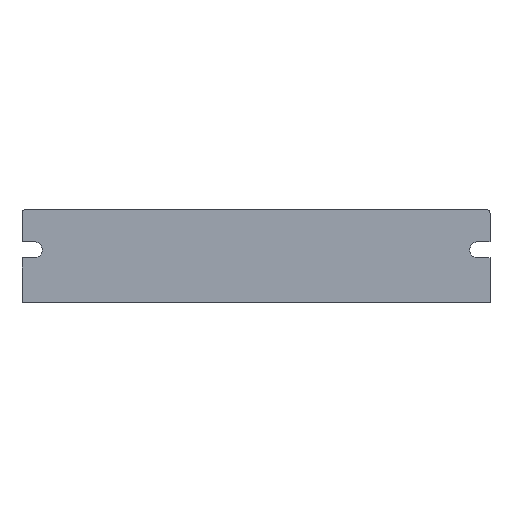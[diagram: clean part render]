
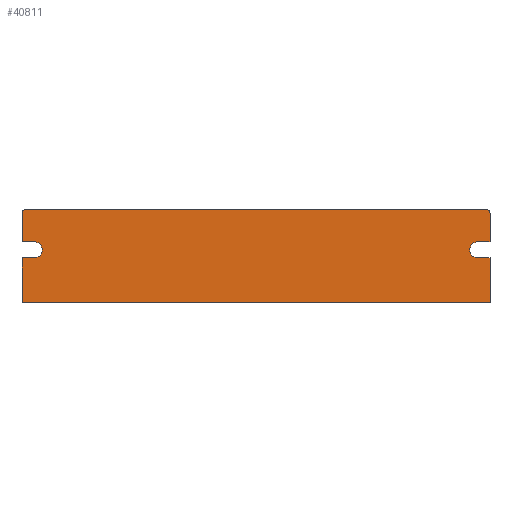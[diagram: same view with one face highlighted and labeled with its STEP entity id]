
A CAD part, front view. The second image highlights one B-rep face of the part: STEP entity #40811.
In plain terms, the highlighted planar face has unit normal (0, -1, 0).
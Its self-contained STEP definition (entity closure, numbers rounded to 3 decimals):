
#538 = EDGE_CURVE ( 'NONE', #54734, #8062, #2323, .T. ) ;
#846 = LINE ( 'NONE', #2134, #40714 ) ;
#1017 = ORIENTED_EDGE ( 'NONE', *, *, #25772, .T. ) ;
#1188 = CARTESIAN_POINT ( 'NONE',  ( 0., 0., 12.7 ) ) ;
#1480 = CARTESIAN_POINT ( 'NONE',  ( 134., 0., 12.7 ) ) ;
#1861 = CIRCLE ( 'NONE', #44423, 2.3 ) ;
#2134 = CARTESIAN_POINT ( 'NONE',  ( 0., 0., 17.3 ) ) ;
#2323 = LINE ( 'NONE', #48565, #16748 ) ;
#3161 = DIRECTION ( 'NONE',  ( 0., 0., -1. ) ) ;
#3542 = CARTESIAN_POINT ( 'NONE',  ( 0., 0., 17.3 ) ) ;
#3554 = EDGE_CURVE ( 'NONE', #38127, #55347, #19359, .T. ) ;
#4006 = DIRECTION ( 'NONE',  ( 0., 0., 1. ) ) ;
#4835 = VERTEX_POINT ( 'NONE', #58001 ) ;
#5047 = DIRECTION ( 'NONE',  ( 1., 0., 0. ) ) ;
#5857 = VERTEX_POINT ( 'NONE', #53434 ) ;
#6627 = VECTOR ( 'NONE', #30904, 1000. ) ;
#7075 = CARTESIAN_POINT ( 'NONE',  ( 0., 0., 0. ) ) ;
#7556 = CARTESIAN_POINT ( 'NONE',  ( 0., 0., 25.5 ) ) ;
#8062 = VERTEX_POINT ( 'NONE', #1188 ) ;
#8745 = FACE_OUTER_BOUND ( 'NONE', #39858, .T. ) ;
#8870 = ORIENTED_EDGE ( 'NONE', *, *, #14042, .T. ) ;
#10089 = LINE ( 'NONE', #36420, #37249 ) ;
#10122 = CARTESIAN_POINT ( 'NONE',  ( 1., 0., 26.5 ) ) ;
#11006 = CIRCLE ( 'NONE', #26454, 1. ) ;
#11124 = EDGE_CURVE ( 'NONE', #5857, #55347, #11006, .T. ) ;
#11415 = ORIENTED_EDGE ( 'NONE', *, *, #34717, .T. ) ;
#11512 = ORIENTED_EDGE ( 'NONE', *, *, #54180, .T. ) ;
#12060 = AXIS2_PLACEMENT_3D ( 'NONE', #31077, #36494, #4006 ) ;
#13335 = CARTESIAN_POINT ( 'NONE',  ( 0., 0., 26.5 ) ) ;
#13776 = VERTEX_POINT ( 'NONE', #31580 ) ;
#14042 = EDGE_CURVE ( 'NONE', #37813, #25835, #17354, .T. ) ;
#14437 = ORIENTED_EDGE ( 'NONE', *, *, #48439, .T. ) ;
#14809 = EDGE_CURVE ( 'NONE', #13776, #40283, #41866, .T. ) ;
#16097 = DIRECTION ( 'NONE',  ( -1., 0., 0. ) ) ;
#16748 = VECTOR ( 'NONE', #16097, 1000. ) ;
#17036 = ORIENTED_EDGE ( 'NONE', *, *, #11124, .T. ) ;
#17293 = VERTEX_POINT ( 'NONE', #43333 ) ;
#17354 = LINE ( 'NONE', #40698, #30104 ) ;
#17766 = ORIENTED_EDGE ( 'NONE', *, *, #3554, .F. ) ;
#19181 = CARTESIAN_POINT ( 'NONE',  ( 3.5, 0., 12.7 ) ) ;
#19230 = CARTESIAN_POINT ( 'NONE',  ( 1., 0., 25.5 ) ) ;
#19277 = CARTESIAN_POINT ( 'NONE',  ( 134., 0., 26.5 ) ) ;
#19359 = LINE ( 'NONE', #68862, #6627 ) ;
#24715 = DIRECTION ( 'NONE',  ( 0., 0., 1. ) ) ;
#24887 = CARTESIAN_POINT ( 'NONE',  ( 134., 0., 26.5 ) ) ;
#25649 = DIRECTION ( 'NONE',  ( 0., 1., 0. ) ) ;
#25737 = LINE ( 'NONE', #19277, #67296 ) ;
#25772 = EDGE_CURVE ( 'NONE', #34758, #54734, #1861, .T. ) ;
#25835 = VERTEX_POINT ( 'NONE', #3542 ) ;
#26315 = CIRCLE ( 'NONE', #31771, 2.3 ) ;
#26454 = AXIS2_PLACEMENT_3D ( 'NONE', #28916, #66832, #34351 ) ;
#26828 = EDGE_CURVE ( 'NONE', #65600, #13776, #26315, .T. ) ;
#28778 = DIRECTION ( 'NONE',  ( 0., 1., 0. ) ) ;
#28916 = CARTESIAN_POINT ( 'NONE',  ( 133., 0., 25.5 ) ) ;
#29429 = AXIS2_PLACEMENT_3D ( 'NONE', #19230, #57151, #24715 ) ;
#29536 = ORIENTED_EDGE ( 'NONE', *, *, #52402, .T. ) ;
#29797 = DIRECTION ( 'NONE',  ( 0., 0., -1. ) ) ;
#29805 = CARTESIAN_POINT ( 'NONE',  ( 133., 0., 26.5 ) ) ;
#30104 = VECTOR ( 'NONE', #29797, 1000. ) ;
#30125 = CARTESIAN_POINT ( 'NONE',  ( 3.5, 0., 15. ) ) ;
#30882 = VERTEX_POINT ( 'NONE', #7075 ) ;
#30904 = DIRECTION ( 'NONE',  ( 1., 0., 0. ) ) ;
#31077 = CARTESIAN_POINT ( 'NONE',  ( 0., 0., 26.5 ) ) ;
#31484 = LINE ( 'NONE', #13335, #60286 ) ;
#31580 = CARTESIAN_POINT ( 'NONE',  ( 128.2, 0., 15. ) ) ;
#31771 = AXIS2_PLACEMENT_3D ( 'NONE', #61244, #28778, #66682 ) ;
#31866 = CARTESIAN_POINT ( 'NONE',  ( 130.5, 0., 17.3 ) ) ;
#32350 = CARTESIAN_POINT ( 'NONE',  ( 3.5, 0., 17.3 ) ) ;
#32770 = EDGE_CURVE ( 'NONE', #5857, #4835, #41352, .T. ) ;
#34351 = DIRECTION ( 'NONE',  ( 0., 0., 1. ) ) ;
#34717 = EDGE_CURVE ( 'NONE', #30882, #17293, #40662, .T. ) ;
#34758 = VERTEX_POINT ( 'NONE', #32350 ) ;
#35572 = DIRECTION ( 'NONE',  ( -1., 0., 0. ) ) ;
#36420 = CARTESIAN_POINT ( 'NONE',  ( 130.5, 0., 12.7 ) ) ;
#36494 = DIRECTION ( 'NONE',  ( 0., 1., 0. ) ) ;
#37249 = VECTOR ( 'NONE', #41886, 1000. ) ;
#37813 = VERTEX_POINT ( 'NONE', #7556 ) ;
#38127 = VERTEX_POINT ( 'NONE', #10122 ) ;
#38822 = ORIENTED_EDGE ( 'NONE', *, *, #54641, .T. ) ;
#39320 = ORIENTED_EDGE ( 'NONE', *, *, #538, .T. ) ;
#39858 = EDGE_LOOP ( 'NONE', ( #46994, #17036, #17766, #29536, #8870, #38822, #1017, #39320, #11512, #11415, #56840, #14437, #52900, #57922, #55118 ) ) ;
#40283 = VERTEX_POINT ( 'NONE', #31866 ) ;
#40662 = LINE ( 'NONE', #70062, #66049 ) ;
#40698 = CARTESIAN_POINT ( 'NONE',  ( 0., 0., 26.5 ) ) ;
#40714 = VECTOR ( 'NONE', #61871, 1000. ) ;
#40811 = ADVANCED_FACE ( 'NONE', ( #8745 ), #52653, .F. ) ;
#41352 = LINE ( 'NONE', #24887, #68513 ) ;
#41616 = AXIS2_PLACEMENT_3D ( 'NONE', #58108, #25649, #63548 ) ;
#41866 = CIRCLE ( 'NONE', #41616, 2.3 ) ;
#41886 = DIRECTION ( 'NONE',  ( -1., 0., 0. ) ) ;
#43333 = CARTESIAN_POINT ( 'NONE',  ( 134., 0., 0. ) ) ;
#43676 = DIRECTION ( 'NONE',  ( 1., 0., 0. ) ) ;
#44423 = AXIS2_PLACEMENT_3D ( 'NONE', #30125, #68069, #35572 ) ;
#44909 = VECTOR ( 'NONE', #43676, 1000. ) ;
#46994 = ORIENTED_EDGE ( 'NONE', *, *, #32770, .F. ) ;
#48439 = EDGE_CURVE ( 'NONE', #63021, #65600, #10089, .T. ) ;
#48565 = CARTESIAN_POINT ( 'NONE',  ( 3.5, 0., 12.7 ) ) ;
#52402 = EDGE_CURVE ( 'NONE', #38127, #37813, #64670, .T. ) ;
#52653 = PLANE ( 'NONE',  #12060 ) ;
#52900 = ORIENTED_EDGE ( 'NONE', *, *, #26828, .T. ) ;
#53434 = CARTESIAN_POINT ( 'NONE',  ( 134., 0., 25.5 ) ) ;
#54180 = EDGE_CURVE ( 'NONE', #8062, #30882, #31484, .T. ) ;
#54641 = EDGE_CURVE ( 'NONE', #25835, #34758, #846, .T. ) ;
#54734 = VERTEX_POINT ( 'NONE', #19181 ) ;
#55118 = ORIENTED_EDGE ( 'NONE', *, *, #69364, .T. ) ;
#55347 = VERTEX_POINT ( 'NONE', #29805 ) ;
#56685 = DIRECTION ( 'NONE',  ( 0., 0., -1. ) ) ;
#56840 = ORIENTED_EDGE ( 'NONE', *, *, #60874, .F. ) ;
#57151 = DIRECTION ( 'NONE',  ( 0., -1., 0. ) ) ;
#57922 = ORIENTED_EDGE ( 'NONE', *, *, #14809, .T. ) ;
#58001 = CARTESIAN_POINT ( 'NONE',  ( 134., 0., 17.3 ) ) ;
#58108 = CARTESIAN_POINT ( 'NONE',  ( 130.5, 0., 15. ) ) ;
#60026 = CARTESIAN_POINT ( 'NONE',  ( 130.5, 0., 17.3 ) ) ;
#60286 = VECTOR ( 'NONE', #56685, 1000. ) ;
#60874 = EDGE_CURVE ( 'NONE', #63021, #17293, #25737, .T. ) ;
#61017 = LINE ( 'NONE', #60026, #44909 ) ;
#61244 = CARTESIAN_POINT ( 'NONE',  ( 130.5, 0., 15. ) ) ;
#61871 = DIRECTION ( 'NONE',  ( 1., 0., 0. ) ) ;
#63021 = VERTEX_POINT ( 'NONE', #1480 ) ;
#63548 = DIRECTION ( 'NONE',  ( -1., 0., 0. ) ) ;
#64670 = CIRCLE ( 'NONE', #29429, 1. ) ;
#65600 = VERTEX_POINT ( 'NONE', #68056 ) ;
#66049 = VECTOR ( 'NONE', #5047, 1000. ) ;
#66682 = DIRECTION ( 'NONE',  ( -1., 0., 0. ) ) ;
#66832 = DIRECTION ( 'NONE',  ( 0., -1., 0. ) ) ;
#67296 = VECTOR ( 'NONE', #3161, 1000. ) ;
#68056 = CARTESIAN_POINT ( 'NONE',  ( 130.5, 0., 12.7 ) ) ;
#68069 = DIRECTION ( 'NONE',  ( 0., 1., 0. ) ) ;
#68513 = VECTOR ( 'NONE', #68523, 1000. ) ;
#68523 = DIRECTION ( 'NONE',  ( 0., 0., -1. ) ) ;
#68862 = CARTESIAN_POINT ( 'NONE',  ( 0., 0., 26.5 ) ) ;
#69364 = EDGE_CURVE ( 'NONE', #40283, #4835, #61017, .T. ) ;
#70062 = CARTESIAN_POINT ( 'NONE',  ( 0., 0., 0. ) ) ;
